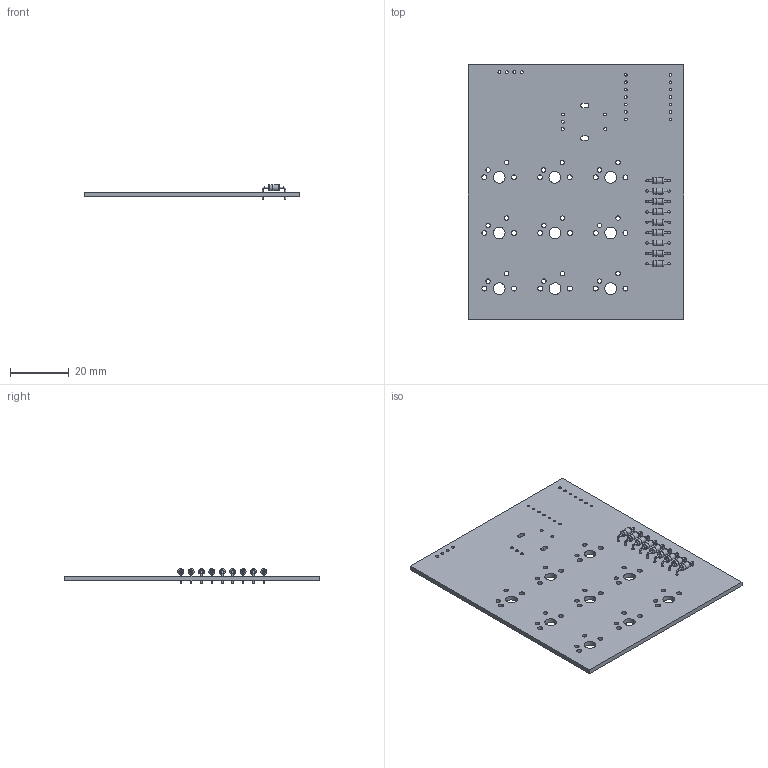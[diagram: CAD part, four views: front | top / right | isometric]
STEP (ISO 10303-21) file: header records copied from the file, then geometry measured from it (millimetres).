
FILE_DESCRIPTION(('KiCad electronic assembly'),'2;1');
FILE_NAME('MacroPad.step','2025-02-09T17:48:20',('Pcbnew'),('Kicad'), 'Open CASCADE STEP processor 7.8','KiCad to STEP converter','Unknown' );
FILE_SCHEMA(('AUTOMOTIVE_DESIGN { 1 0 10303 214 1 1 1 1 }'));
Length unit declared in the file: millimetre
Products named in the file (4): MacroPad 1; D_DO-35_SOD27_P7.62mm_Horizontal; MacroPad_PCB
Assembly tree (11 placements, depth 3):
  MacroPad 1
    D_DO-35_SOD27_P7.62mm_Horizontal  x9
      D_DO-35_SOD27_P7.62mm_Horizontal
    MacroPad_PCB
Bounding box: 73.5 x 87 x 5.01 mm (x, y, z)
Volume: 10019.4 mm3; surface area: 14022.7 mm2
Topology: 19 solids, 19 shells, 244 faces, 510 edges, 322 vertices
Faces by surface type: cylinder 144, plane 64, torus 36
Full cylindrical faces by diameter (mm): 0.5 x27, 0.8 x18, 0.889 x14, 1 x9, 1.5 x18, 1.7 x18, 2 x18, 2.02 x9, 4 x9
Entity records: 4393 total; most frequent: DIRECTION 772, CARTESIAN_POINT 656, ORIENTED_EDGE 636, AXIS2_PLACEMENT_3D 326, EDGE_CURVE 318, FACE_BOUND 294, EDGE_LOOP 294, VERTEX_POINT 210
